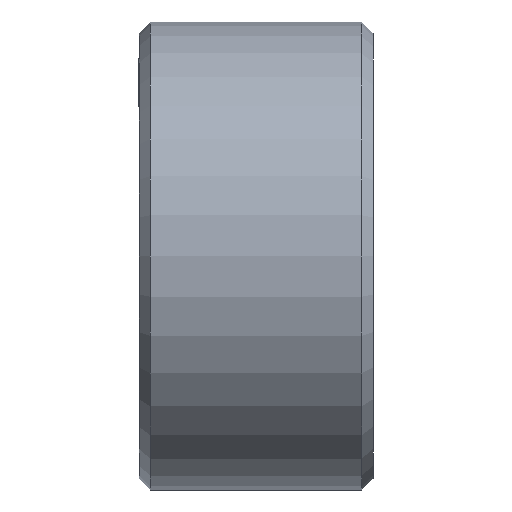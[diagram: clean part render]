
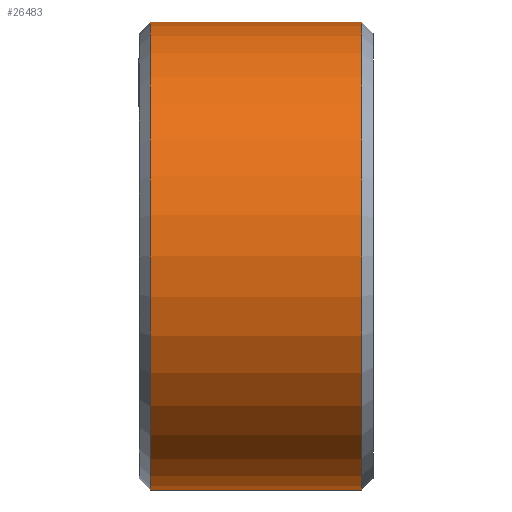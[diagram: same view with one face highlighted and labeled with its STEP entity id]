
A CAD part, front view. The second image highlights one B-rep face of the part: STEP entity #26483.
In plain terms, the highlighted cylindrical face has radius 6.25 mm (diameter 12.5 mm), a full revolution.
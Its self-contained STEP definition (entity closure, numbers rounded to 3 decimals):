
#43 = CONICAL_SURFACE('',#44,6.25,0.785);
#44 = AXIS2_PLACEMENT_3D('',#45,#46,#47);
#45 = CARTESIAN_POINT('',(0.3,0.,0.));
#46 = DIRECTION('',(1.,0.,0.));
#47 = DIRECTION('',(0.,0.,1.));
#9814 = VERTEX_POINT('',#9815);
#9815 = CARTESIAN_POINT('',(0.3,0.,6.25));
#9836 = EDGE_CURVE('',#9814,#9814,#9837,.T.);
#9837 = SURFACE_CURVE('',#9838,(#9843,#9849),.PCURVE_S1.);
#9838 = CIRCLE('',#9839,6.25);
#9839 = AXIS2_PLACEMENT_3D('',#9840,#9841,#9842);
#9840 = CARTESIAN_POINT('',(0.3,0.,0.));
#9841 = DIRECTION('',(1.,0.,-0.));
#9842 = DIRECTION('',(0.,0.,1.));
#9843 = PCURVE('',#43,#9844);
#9844 = DEFINITIONAL_REPRESENTATION('',(#9845),#9848);
#9845 = B_SPLINE_CURVE_WITH_KNOTS('',1,(#9846,#9847),.UNSPECIFIED.,.F.,
  .F.,(2,2),(0.,6.283),.PIECEWISE_BEZIER_KNOTS.);
#9846 = CARTESIAN_POINT('',(0.,0.));
#9847 = CARTESIAN_POINT('',(6.283,0.));
#9848 = ( GEOMETRIC_REPRESENTATION_CONTEXT(2) 
PARAMETRIC_REPRESENTATION_CONTEXT() REPRESENTATION_CONTEXT('2D SPACE',''
  ) );
#9849 = PCURVE('',#9850,#9855);
#9850 = CYLINDRICAL_SURFACE('',#9851,6.25);
#9851 = AXIS2_PLACEMENT_3D('',#9852,#9853,#9854);
#9852 = CARTESIAN_POINT('',(0.,0.,0.));
#9853 = DIRECTION('',(1.,0.,0.));
#9854 = DIRECTION('',(0.,0.,1.));
#9855 = DEFINITIONAL_REPRESENTATION('',(#9856),#9859);
#9856 = B_SPLINE_CURVE_WITH_KNOTS('',1,(#9857,#9858),.UNSPECIFIED.,.F.,
  .F.,(2,2),(0.,6.283),.PIECEWISE_BEZIER_KNOTS.);
#9857 = CARTESIAN_POINT('',(0.,0.3));
#9858 = CARTESIAN_POINT('',(6.283,0.3));
#9859 = ( GEOMETRIC_REPRESENTATION_CONTEXT(2) 
PARAMETRIC_REPRESENTATION_CONTEXT() REPRESENTATION_CONTEXT('2D SPACE',''
  ) );
#26483 = ADVANCED_FACE('',(#26484),#9850,.T.);
#26484 = FACE_BOUND('',#26485,.T.);
#26485 = EDGE_LOOP('',(#26486,#26507,#26508,#26509));
#26486 = ORIENTED_EDGE('',*,*,#26487,.F.);
#26487 = EDGE_CURVE('',#9814,#26488,#26490,.T.);
#26488 = VERTEX_POINT('',#26489);
#26489 = CARTESIAN_POINT('',(5.95,0.,6.25));
#26490 = SEAM_CURVE('',#26491,(#26495,#26501),.PCURVE_S1.);
#26491 = LINE('',#26492,#26493);
#26492 = CARTESIAN_POINT('',(0.,0.,6.25));
#26493 = VECTOR('',#26494,1.);
#26494 = DIRECTION('',(1.,0.,0.));
#26495 = PCURVE('',#9850,#26496);
#26496 = DEFINITIONAL_REPRESENTATION('',(#26497),#26500);
#26497 = B_SPLINE_CURVE_WITH_KNOTS('',1,(#26498,#26499),.UNSPECIFIED.,
  .F.,.F.,(2,2),(0.3,5.95),.PIECEWISE_BEZIER_KNOTS.);
#26498 = CARTESIAN_POINT('',(0.,0.3));
#26499 = CARTESIAN_POINT('',(0.,5.95));
#26500 = ( GEOMETRIC_REPRESENTATION_CONTEXT(2) 
PARAMETRIC_REPRESENTATION_CONTEXT() REPRESENTATION_CONTEXT('2D SPACE',''
  ) );
#26501 = PCURVE('',#9850,#26502);
#26502 = DEFINITIONAL_REPRESENTATION('',(#26503),#26506);
#26503 = B_SPLINE_CURVE_WITH_KNOTS('',1,(#26504,#26505),.UNSPECIFIED.,
  .F.,.F.,(2,2),(0.3,5.95),.PIECEWISE_BEZIER_KNOTS.);
#26504 = CARTESIAN_POINT('',(6.283,0.3));
#26505 = CARTESIAN_POINT('',(6.283,5.95));
#26506 = ( GEOMETRIC_REPRESENTATION_CONTEXT(2) 
PARAMETRIC_REPRESENTATION_CONTEXT() REPRESENTATION_CONTEXT('2D SPACE',''
  ) );
#26507 = ORIENTED_EDGE('',*,*,#9836,.T.);
#26508 = ORIENTED_EDGE('',*,*,#26487,.T.);
#26509 = ORIENTED_EDGE('',*,*,#26510,.F.);
#26510 = EDGE_CURVE('',#26488,#26488,#26511,.T.);
#26511 = SURFACE_CURVE('',#26512,(#26517,#26523),.PCURVE_S1.);
#26512 = CIRCLE('',#26513,6.25);
#26513 = AXIS2_PLACEMENT_3D('',#26514,#26515,#26516);
#26514 = CARTESIAN_POINT('',(5.95,0.,0.));
#26515 = DIRECTION('',(1.,0.,-0.));
#26516 = DIRECTION('',(0.,0.,1.));
#26517 = PCURVE('',#9850,#26518);
#26518 = DEFINITIONAL_REPRESENTATION('',(#26519),#26522);
#26519 = B_SPLINE_CURVE_WITH_KNOTS('',1,(#26520,#26521),.UNSPECIFIED.,
  .F.,.F.,(2,2),(0.,6.283),.PIECEWISE_BEZIER_KNOTS.);
#26520 = CARTESIAN_POINT('',(0.,5.95));
#26521 = CARTESIAN_POINT('',(6.283,5.95));
#26522 = ( GEOMETRIC_REPRESENTATION_CONTEXT(2) 
PARAMETRIC_REPRESENTATION_CONTEXT() REPRESENTATION_CONTEXT('2D SPACE',''
  ) );
#26523 = PCURVE('',#26524,#26529);
#26524 = CONICAL_SURFACE('',#26525,6.25,0.785);
#26525 = AXIS2_PLACEMENT_3D('',#26526,#26527,#26528);
#26526 = CARTESIAN_POINT('',(5.95,0.,0.));
#26527 = DIRECTION('',(-1.,-0.,-0.));
#26528 = DIRECTION('',(0.,0.,1.));
#26529 = DEFINITIONAL_REPRESENTATION('',(#26530),#26533);
#26530 = B_SPLINE_CURVE_WITH_KNOTS('',1,(#26531,#26532),.UNSPECIFIED.,
  .F.,.F.,(2,2),(0.,6.283),.PIECEWISE_BEZIER_KNOTS.);
#26531 = CARTESIAN_POINT('',(0.,0.));
#26532 = CARTESIAN_POINT('',(-6.283,0.));
#26533 = ( GEOMETRIC_REPRESENTATION_CONTEXT(2) 
PARAMETRIC_REPRESENTATION_CONTEXT() REPRESENTATION_CONTEXT('2D SPACE',''
  ) );
